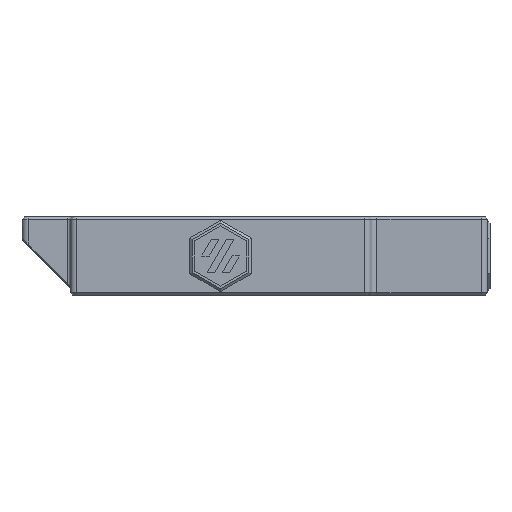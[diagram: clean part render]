
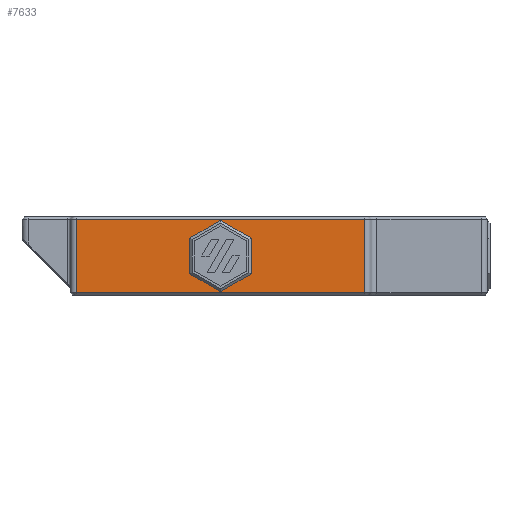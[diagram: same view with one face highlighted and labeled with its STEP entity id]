
A CAD part, front view. The second image highlights one B-rep face of the part: STEP entity #7633.
In plain terms, the highlighted planar face has unit normal (0, -1, 0).
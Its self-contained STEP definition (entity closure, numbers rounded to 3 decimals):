
#488=FACE_BOUND('',#1078,.T.);
#605=FACE_OUTER_BOUND('',#1077,.T.);
#1077=EDGE_LOOP('',(#5438,#5439,#5440,#5441));
#1078=EDGE_LOOP('',(#5442,#5443,#5444,#5445,#5446,#5447));
#1533=LINE('',#10922,#2384);
#1537=LINE('',#10929,#2388);
#1540=LINE('',#10935,#2391);
#1543=LINE('',#10941,#2394);
#1544=LINE('',#10944,#2395);
#1547=LINE('',#10949,#2398);
#1729=LINE('',#11331,#2580);
#1730=LINE('',#11333,#2581);
#1731=LINE('',#11335,#2582);
#1732=LINE('',#11336,#2583);
#2384=VECTOR('',#8766,10.);
#2388=VECTOR('',#8772,10.);
#2391=VECTOR('',#8777,10.);
#2394=VECTOR('',#8782,10.);
#2395=VECTOR('',#8785,10.);
#2398=VECTOR('',#8790,10.);
#2580=VECTOR('',#9124,10.);
#2581=VECTOR('',#9125,10.);
#2582=VECTOR('',#9126,10.);
#2583=VECTOR('',#9127,10.);
#3217=VERTEX_POINT('',#10919);
#3218=VERTEX_POINT('',#10921);
#3220=VERTEX_POINT('',#10927);
#3222=VERTEX_POINT('',#10933);
#3224=VERTEX_POINT('',#10939);
#3225=VERTEX_POINT('',#10943);
#3349=VERTEX_POINT('',#11329);
#3350=VERTEX_POINT('',#11330);
#3351=VERTEX_POINT('',#11332);
#3352=VERTEX_POINT('',#11334);
#3919=EDGE_CURVE('',#3218,#3217,#1533,.T.);
#3923=EDGE_CURVE('',#3217,#3220,#1537,.T.);
#3926=EDGE_CURVE('',#3220,#3222,#1540,.T.);
#3929=EDGE_CURVE('',#3222,#3224,#1543,.T.);
#3930=EDGE_CURVE('',#3224,#3225,#1544,.T.);
#3933=EDGE_CURVE('',#3225,#3218,#1547,.T.);
#4117=EDGE_CURVE('',#3349,#3350,#1729,.T.);
#4118=EDGE_CURVE('',#3351,#3349,#1730,.T.);
#4119=EDGE_CURVE('',#3352,#3351,#1731,.T.);
#4120=EDGE_CURVE('',#3352,#3350,#1732,.T.);
#5438=ORIENTED_EDGE('',*,*,#4117,.F.);
#5439=ORIENTED_EDGE('',*,*,#4118,.F.);
#5440=ORIENTED_EDGE('',*,*,#4119,.F.);
#5441=ORIENTED_EDGE('',*,*,#4120,.T.);
#5442=ORIENTED_EDGE('',*,*,#3926,.T.);
#5443=ORIENTED_EDGE('',*,*,#3929,.T.);
#5444=ORIENTED_EDGE('',*,*,#3930,.T.);
#5445=ORIENTED_EDGE('',*,*,#3933,.T.);
#5446=ORIENTED_EDGE('',*,*,#3919,.T.);
#5447=ORIENTED_EDGE('',*,*,#3923,.T.);
#7350=PLANE('',#8114);
#7633=ADVANCED_FACE('',(#605,#488),#7350,.T.);
#8114=AXIS2_PLACEMENT_3D('',#11328,#9122,#9123);
#8766=DIRECTION('',(-0.866,0.,-0.5));
#8772=DIRECTION('',(-0.866,0.,0.5));
#8777=DIRECTION('',(0.,0.,1.));
#8782=DIRECTION('',(0.866,0.,0.5));
#8785=DIRECTION('',(0.866,0.,-0.5));
#8790=DIRECTION('',(0.,0.,-1.));
#9122=DIRECTION('center_axis',(0.,-1.,0.));
#9123=DIRECTION('ref_axis',(1.,0.,0.));
#9124=DIRECTION('',(1.,0.,0.));
#9125=DIRECTION('',(0.,0.,1.));
#9126=DIRECTION('',(-1.,0.,0.));
#9127=DIRECTION('',(0.,0.,1.));
#10919=CARTESIAN_POINT('',(25.,0.,0.576));
#10921=CARTESIAN_POINT('',(30.13,0.,3.538));
#10922=CARTESIAN_POINT('',(15.875,0.,-4.692));
#10927=CARTESIAN_POINT('',(19.87,0.,3.538));
#10929=CARTESIAN_POINT('',(13.56,0.,7.181));
#10933=CARTESIAN_POINT('',(19.87,0.,9.462));
#10935=CARTESIAN_POINT('',(19.87,0.,4.731));
#10939=CARTESIAN_POINT('',(25.,0.,12.424));
#10941=CARTESIAN_POINT('',(13.31,0.,5.675));
#10943=CARTESIAN_POINT('',(30.13,0.,9.462));
#10944=CARTESIAN_POINT('',(21.255,0.,14.586));
#10949=CARTESIAN_POINT('',(30.13,0.,1.769));
#11328=CARTESIAN_POINT('Origin',(1.,0.,0.));
#11329=CARTESIAN_POINT('',(1.,0.,12.6));
#11330=CARTESIAN_POINT('',(49.,0.,12.6));
#11331=CARTESIAN_POINT('',(15.85,0.,12.6));
#11332=CARTESIAN_POINT('',(1.,0.,0.4));
#11333=CARTESIAN_POINT('',(1.,0.,0.));
#11334=CARTESIAN_POINT('',(49.,0.,0.4));
#11335=CARTESIAN_POINT('',(15.85,0.,0.4));
#11336=CARTESIAN_POINT('',(49.,0.,0.));
